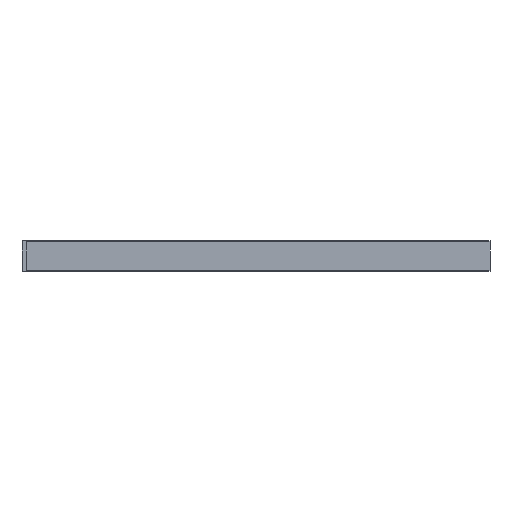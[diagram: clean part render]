
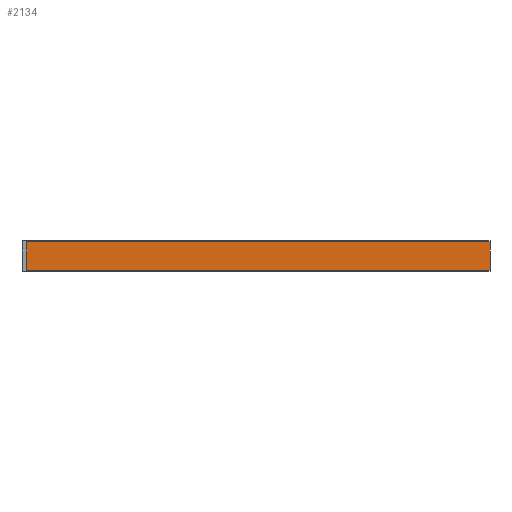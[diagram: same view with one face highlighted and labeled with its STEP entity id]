
A CAD part, top view. The second image highlights one B-rep face of the part: STEP entity #2134.
In plain terms, the highlighted planar face has unit normal (0, 0, 1).
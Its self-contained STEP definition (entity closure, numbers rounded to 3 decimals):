
#108=FACE_OUTER_BOUND('',#221,.T.);
#221=EDGE_LOOP('',(#1506,#1507,#1508,#1509));
#345=LINE('',#3219,#561);
#360=LINE('',#3274,#576);
#361=LINE('',#3276,#577);
#362=LINE('',#3277,#578);
#561=VECTOR('',#2520,1.);
#576=VECTOR('',#2563,1.);
#577=VECTOR('',#2564,1.);
#578=VECTOR('',#2565,1.);
#905=VERTEX_POINT('',#3216);
#906=VERTEX_POINT('',#3218);
#932=VERTEX_POINT('',#3273);
#933=VERTEX_POINT('',#3275);
#1140=EDGE_CURVE('',#906,#905,#345,.T.);
#1167=EDGE_CURVE('',#932,#905,#360,.T.);
#1168=EDGE_CURVE('',#933,#932,#361,.T.);
#1169=EDGE_CURVE('',#933,#906,#362,.T.);
#1506=ORIENTED_EDGE('',*,*,#1167,.F.);
#1507=ORIENTED_EDGE('',*,*,#1168,.F.);
#1508=ORIENTED_EDGE('',*,*,#1169,.T.);
#1509=ORIENTED_EDGE('',*,*,#1140,.T.);
#2079=PLANE('',#2273);
#2134=ADVANCED_FACE('',(#108),#2079,.F.);
#2273=AXIS2_PLACEMENT_3D('',#3272,#2561,#2562);
#2520=DIRECTION('',(0.,1.,0.));
#2561=DIRECTION('center_axis',(0.,0.,-1.));
#2562=DIRECTION('ref_axis',(0.,1.,0.));
#2563=DIRECTION('',(1.,0.,0.));
#2564=DIRECTION('',(0.,1.,0.));
#2565=DIRECTION('',(1.,0.,0.));
#3216=CARTESIAN_POINT('',(1500.,97.3,-37.8));
#3218=CARTESIAN_POINT('',(1500.,-97.3,-37.8));
#3219=CARTESIAN_POINT('',(1500.,0.,-37.8));
#3272=CARTESIAN_POINT('Origin',(0.,-97.3,-37.8));
#3273=CARTESIAN_POINT('',(-1499.01,97.3,-37.8));
#3274=CARTESIAN_POINT('',(0.,97.3,-37.8));
#3275=CARTESIAN_POINT('',(-1499.01,-97.3,-37.8));
#3276=CARTESIAN_POINT('',(-1499.01,0.,-37.8));
#3277=CARTESIAN_POINT('',(0.,-97.3,-37.8));
